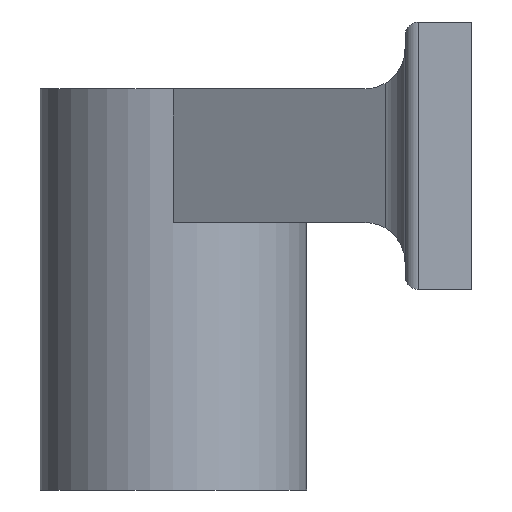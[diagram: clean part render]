
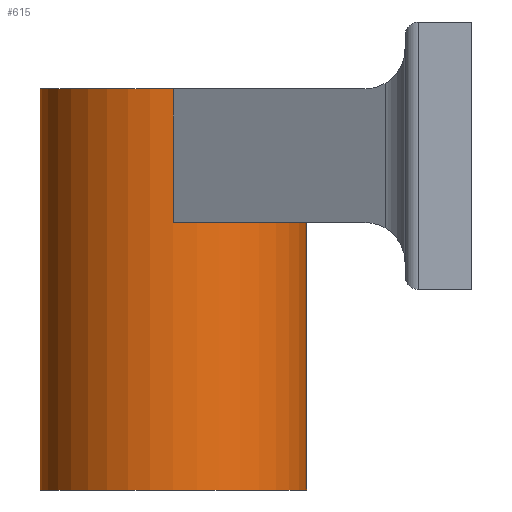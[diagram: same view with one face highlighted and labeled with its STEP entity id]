
A CAD part, left-side view. The second image highlights one B-rep face of the part: STEP entity #615.
In plain terms, the highlighted cylindrical face has radius 9.975 mm (diameter 19.95 mm), a full revolution.
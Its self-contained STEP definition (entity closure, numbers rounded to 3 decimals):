
#500 = VERTEX_POINT('',#501);
#501 = CARTESIAN_POINT('',(-9.975,0.,30.));
#507 = EDGE_CURVE('',#500,#508,#510,.T.);
#508 = VERTEX_POINT('',#509);
#509 = CARTESIAN_POINT('',(-9.975,0.,20.));
#510 = LINE('',#511,#512);
#511 = CARTESIAN_POINT('',(-9.975,0.,30.));
#512 = VECTOR('',#513,1.);
#513 = DIRECTION('',(-0.,-0.,-1.));
#535 = VERTEX_POINT('',#536);
#536 = CARTESIAN_POINT('',(9.975,0.,30.));
#542 = EDGE_CURVE('',#535,#500,#543,.T.);
#543 = CIRCLE('',#544,9.975);
#544 = AXIS2_PLACEMENT_3D('',#545,#546,#547);
#545 = CARTESIAN_POINT('',(0.,0.,30.));
#546 = DIRECTION('',(0.,0.,1.));
#547 = DIRECTION('',(1.,0.,0.));
#558 = EDGE_CURVE('',#559,#535,#561,.T.);
#559 = VERTEX_POINT('',#560);
#560 = CARTESIAN_POINT('',(9.975,0.,20.));
#561 = LINE('',#562,#563);
#562 = CARTESIAN_POINT('',(9.975,0.,0.));
#563 = VECTOR('',#564,1.);
#564 = DIRECTION('',(0.,0.,1.));
#584 = EDGE_CURVE('',#559,#508,#585,.T.);
#585 = CIRCLE('',#586,9.975);
#586 = AXIS2_PLACEMENT_3D('',#587,#588,#589);
#587 = CARTESIAN_POINT('',(0.,0.,20.));
#588 = DIRECTION('',(0.,0.,-1.));
#589 = DIRECTION('',(1.,0.,0.));
#615 = ADVANCED_FACE('',(#616),#638,.T.);
#616 = FACE_BOUND('',#617,.F.);
#617 = EDGE_LOOP('',(#618,#627,#633,#634,#635,#636,#637));
#618 = ORIENTED_EDGE('',*,*,#619,.F.);
#619 = EDGE_CURVE('',#620,#620,#622,.T.);
#620 = VERTEX_POINT('',#621);
#621 = CARTESIAN_POINT('',(9.975,0.,0.));
#622 = CIRCLE('',#623,9.975);
#623 = AXIS2_PLACEMENT_3D('',#624,#625,#626);
#624 = CARTESIAN_POINT('',(0.,0.,0.));
#625 = DIRECTION('',(0.,0.,1.));
#626 = DIRECTION('',(1.,0.,0.));
#627 = ORIENTED_EDGE('',*,*,#628,.T.);
#628 = EDGE_CURVE('',#620,#559,#629,.T.);
#629 = LINE('',#630,#631);
#630 = CARTESIAN_POINT('',(9.975,0.,0.));
#631 = VECTOR('',#632,1.);
#632 = DIRECTION('',(0.,0.,1.));
#633 = ORIENTED_EDGE('',*,*,#558,.T.);
#634 = ORIENTED_EDGE('',*,*,#542,.T.);
#635 = ORIENTED_EDGE('',*,*,#507,.T.);
#636 = ORIENTED_EDGE('',*,*,#584,.F.);
#637 = ORIENTED_EDGE('',*,*,#628,.F.);
#638 = CYLINDRICAL_SURFACE('',#639,9.975);
#639 = AXIS2_PLACEMENT_3D('',#640,#641,#642);
#640 = CARTESIAN_POINT('',(0.,0.,0.));
#641 = DIRECTION('',(-0.,-0.,-1.));
#642 = DIRECTION('',(1.,0.,0.));
